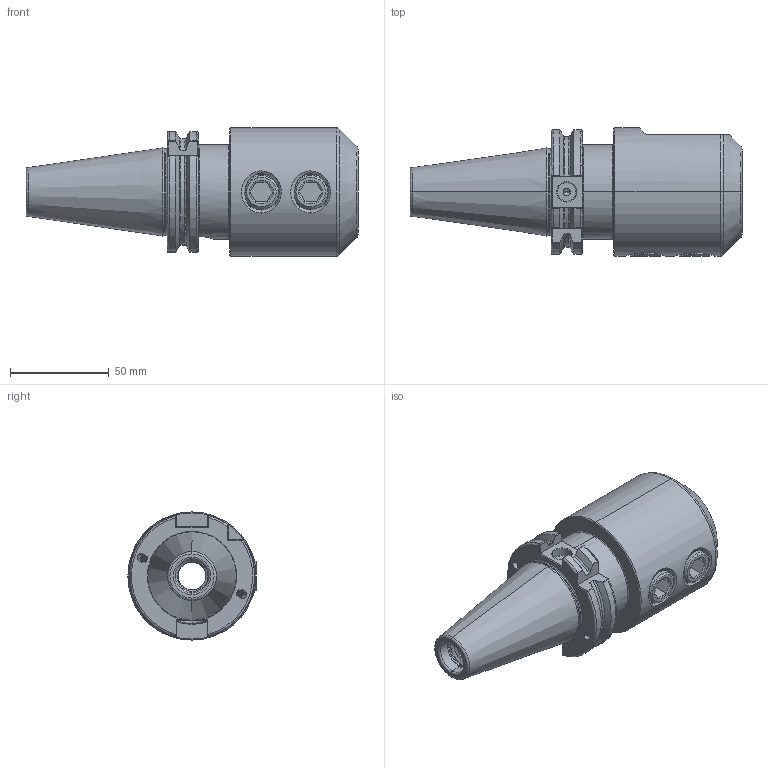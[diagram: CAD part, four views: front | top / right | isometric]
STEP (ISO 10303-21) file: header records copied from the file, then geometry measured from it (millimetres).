
FILE_DESCRIPTION (( 'STEP AP203' ), '1' );
FILE_NAME ('403.04.25.STEP', '2016-11-25T07:33:17', ( '' ), ( '' ), 'SwSTEP 2.0', 'SolidWorks 2012', '' );
FILE_SCHEMA (( 'CONFIG_CONTROL_DESIGN' ));
Length unit declared in the file: millimetre
Products named in the file (3): 403.04.25; 側固18_M18x2_20L
Assembly tree (3 placements, depth 2):
  403.04.25
    403.04.25
    側固18_M18x2_20L  x2
Bounding box: 168.4 x 65 x 65 mm (x, y, z)
Volume: 291431.2 mm3; surface area: 53704.1 mm2
Topology: 3 solids, 3 shells, 376 faces, 1031 edges, 653 vertices
Faces by surface type: cylinder 181, plane 65, cone 49, bspline 42, torus 39
Entity records: 31023 total; most frequent: CARTESIAN_POINT 23403, ORIENTED_EDGE 1830, DIRECTION 1211, EDGE_CURVE 915, VERTEX_POINT 586, AXIS2_PLACEMENT_3D 474, EDGE_LOOP 351, FACE_OUTER_BOUND 337
